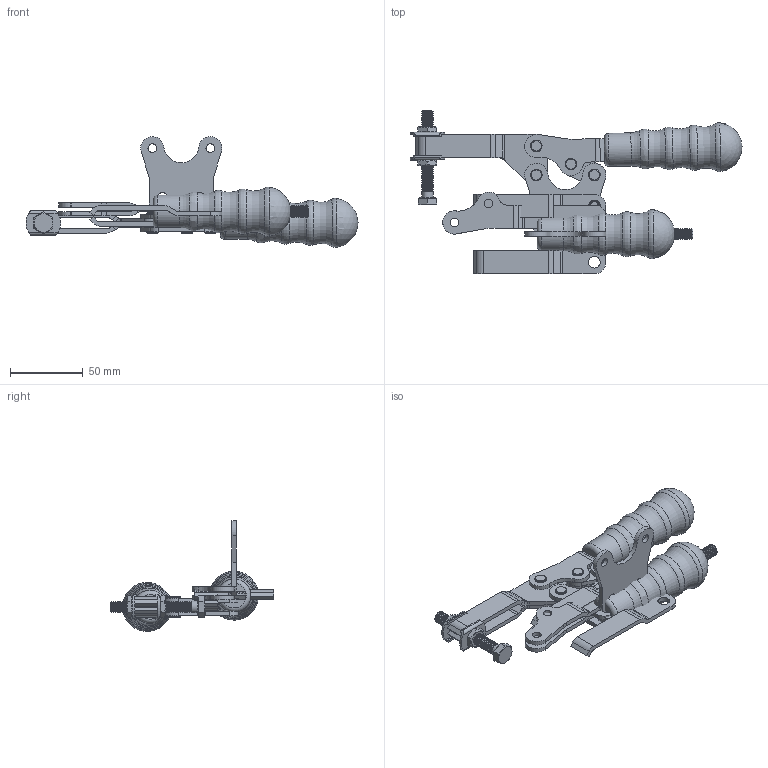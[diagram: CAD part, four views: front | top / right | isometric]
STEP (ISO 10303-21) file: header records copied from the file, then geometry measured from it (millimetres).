
FILE_DESCRIPTION( ( 'Unknown' ), '1' );
FILE_NAME( '130-UR_UPINKA.stp', 'Unknown', ( 'Unknown' ), ( 'Unknown' ), 'PSStep 14.0', 'Unknown', ' ' );
FILE_SCHEMA( ( 'AUTOMOTIVE_DESIGN { 1 0 10303 214 1 1 1 1 }' ) );
Length unit declared in the file: millimetre
Products named in the file (25): 130006-M_TAHLO; Assem1; 130004-M_UPINACI PAKA; 130006_TAHLO; 130006_TAHLO-oa1; 820001_POUZDRO 6x6-oa2; 820001_POUZDRO 6x6-oa3; 130004_UPINACI PAKA L; 130005_UPINACI PAKA P; 820001_POUZDRO 6x6; 820001_POUZDRO 6x6-oa0; 130007_TELO; 130007_TELO-oa4; 940003_RUKOJET 16x6; 720814_NYT 6x14; 720814_NYT 6x14-oa5; 720814_NYT 6x14-oa6; 720814_NYT 6x14-oa7; 800064_SROUB M8x60-CSN ISO 4017; 930004_PODLOZKA M8; 930004_PODLOZKA M8-oa8; 800005_MATICE M8_DIN4398; 800005_MATICE M8_DIN4398-oa9; 130002_OVLADACI PAKA L; 130003_OVLADACI PAKA P
Bounding box: 228.94 x 112.77 x 76.37 mm (x, y, z)
Volume: 188857.1 mm3; surface area: 113647.2 mm2
Topology: 52 solids, 52 shells, 1128 faces, 2568 edges, 1564 vertices
Faces by surface type: cylinder 370, plane 346, cone 286, torus 116, bspline 8, sphere 2
Full cylindrical faces by diameter (mm): 6 x24, 6.02 x12, 6.647 x12, 8 x106, 8.02 x12, 8.1 x24, 8.3 x4, 11.63 x2, 22.877 x2
Entity records: 17301 total; most frequent: CARTESIAN_POINT 2416, DIRECTION 2337, ORIENTED_EDGE 1708, AXIS2_PLACEMENT_3D 1009, EDGE_LOOP 863, EDGE_CURVE 854, VERTEX_POINT 677, FACE_OUTER_BOUND 664
